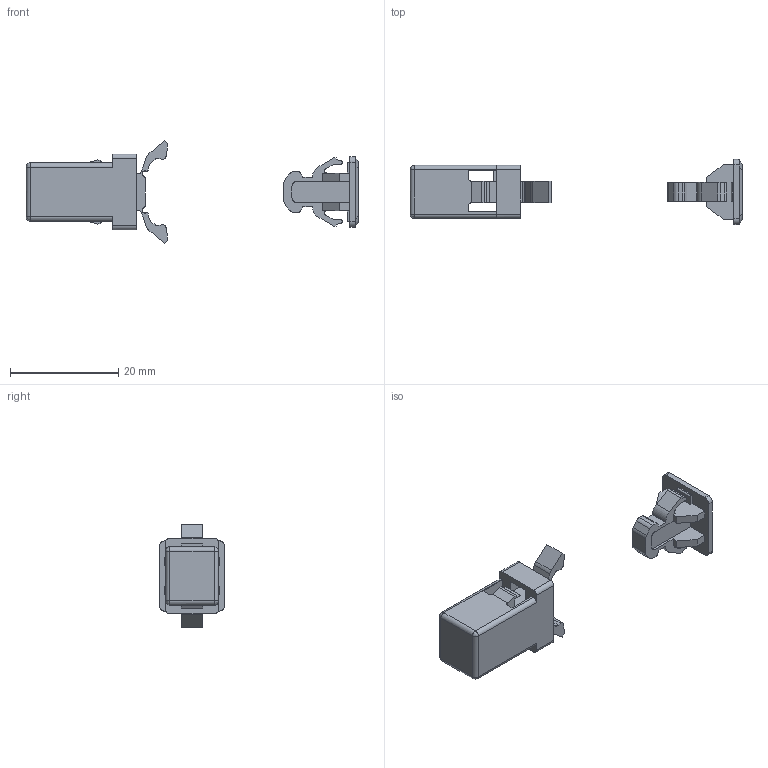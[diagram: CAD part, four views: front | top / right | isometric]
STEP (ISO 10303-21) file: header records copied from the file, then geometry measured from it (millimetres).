
FILE_DESCRIPTION((''),'2;1');
FILE_NAME('','2005-07-15T16:23:36',(''),(''),'','CADfix','');
FILE_SCHEMA(('AUTOMOTIVE_DESIGN'));
Length unit declared in the file: millimetre
Products named in the file (4): keeper; housing; arm; TL_297_2_7050_36
Assembly tree (3 placements, depth 2):
  TL_297_2_7050_36
    keeper
    housing
    arm
Bounding box: 61.35 x 12 x 19 mm (x, y, z)
Volume: 2414.4 mm3; surface area: 3015 mm2
Topology: 3 solids, 3 shells, 206 faces, 586 edges, 384 vertices
Faces by surface type: bspline 206
Entity records: 6340 total; most frequent: CARTESIAN_POINT 2860, ORIENTED_EDGE 1172, EDGE_CURVE 586, QUASI_UNIFORM_CURVE 458, VERTEX_POINT 384, EDGE_LOOP 210, FACE_OUTER_BOUND 206, ADVANCED_FACE 206
